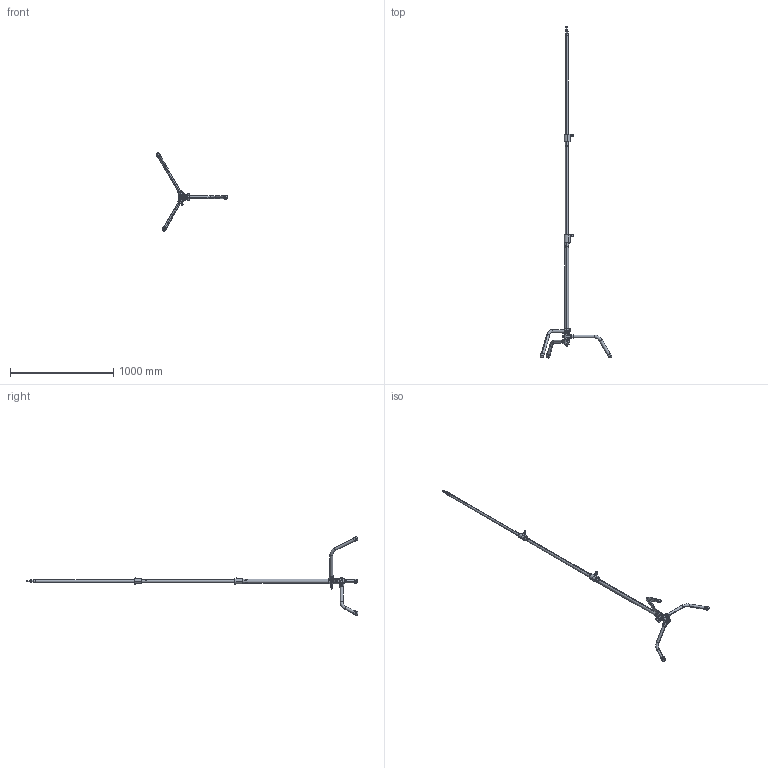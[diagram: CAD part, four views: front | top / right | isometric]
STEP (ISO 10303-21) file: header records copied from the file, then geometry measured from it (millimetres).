
FILE_DESCRIPTION (( 'STEP AP203' ), '1' );
FILE_NAME ('G200701.STEP', '2018-09-28T10:18:26', ( '' ), ( '' ), 'SwSTEP 2.0', 'SolidWorks 2016', '' );
FILE_SCHEMA (( 'CONFIG_CONTROL_DESIGN' ));
Length unit declared in the file: millimetre
Products named in the file (50): PENNY WASHER_M12 x 30; TH1467_TH1467; S0199; TH2437_TH2545; S1230; TH2406_TH2531; Hex Bolt GradeC_Doughty Fastners - Black_BS EN 24016 - M6 x 40 x 18-WN; Doughty Knob_S0125; TH2401_TH2526; TH2473; F629; Socket Head Cap Screw_Doughty Fastners - Black_BS EN ISO 4762 M6 x 20 - 20N; TH1605; F770; TH1479; TH1180_TH2536; S0112; TH2402_TH2527; Binx Nut_M6 BLK; TH2421; Hex Bolt_ISO 4016 - M12 x 80 x 30-WS; TH2788; socket set screw flat point_doughty fastners - stainless_BS 4168-2 - M8 x 8-S; TH2404_TH2529; TH2405_TH2530; TH3549; TH2418; TH2419; TH1181_TH2537; F1004; TH2028_TH2028; TH1182_TH2538; TH1468_TH2552; TH1507_TH2553; TH2403_TH2528; TH2420_TH2544; Socket Head Cap Screw_Doughty Fastners - Black_BS EN ISO 4762 M6 x 45 - 24C; Doughty Knob_S0140; G200701; Spring Pin Slotted_HD_Doughty Fastners_Spring Pin ISO 8752 - 6 x 32St ...
Assembly tree (62 placements, depth 4):
  G200701
    TH2420_TH2544
      TH2421
      TH2788
    S1227
    Hex Bolt_ISO 4016 - M12 x 80 x 30-WS
    F1004
    TH2403_TH2528
    TH2406_TH2531
    TH2402_TH2527
    TH2405_TH2530
    TH2401_TH2526
    TH2404_TH2529
    TH1182_TH2538
    TH1181_TH2537
    TH1180_TH2536
    TH3549  x3
    Socket Head Cap Screw_Doughty Fastners - Black_BS EN ISO 4762 M6 x 20 - 20N  x2
    Socket Head Cap Screw_Doughty Fastners - Black_BS EN ISO 4762 M6 x 45 - 24C  x3
    Hex Bolt GradeC_Doughty Fastners - Black_BS EN 24016 - M6 x 40 x 18-WN
    Binx Nut_M6 BLK  x5
    TH2473
    Doughty Knob_S0125
    TH2437_TH2545
      TH2419
      Spring Pin Slotted_HD_Doughty Fastners_Spring Pin ISO 8752 - 6 x 32St
    TH1468_TH2552
      TH1467_TH1467
        TH2028_TH2028
      F629
    TH085
    Doughty Knob_S0140  x2
    socket set screw flat point_doughty fastners - stainless_BS 4168-2 - M8 x 8-S  x2
    TH2417_TH2540
      TH2418
      TH1605
    TH1507_TH2553
      TH037_TH037
        TH2027_TH2027
      F629
      F770  x2
    TH1479
    TH1478
    S1230
    S0112
    S0200
    G2000 LABEL_G200701 LABEL
    S0104
    S0199
    F873_DIN EN ISO 7040 - M12 - S
    PENNY WASHER_M12 x 30
Bounding box: 690.71 x 3209.46 x 758.57 mm (x, y, z)
Volume: 1237274.1 mm3; surface area: 1086507.7 mm2
Topology: 55 solids, 55 shells, 2832 faces, 6859 edges, 4199 vertices
Faces by surface type: cylinder 987, plane 902, bspline 314, cone 287, torus 246, sphere 96
Entity records: 102794 total; most frequent: CARTESIAN_POINT 42810, ORIENTED_EDGE 11494, DIRECTION 11313, EDGE_CURVE 5747, AXIS2_PLACEMENT_3D 4345, VERTEX_POINT 3508, LINE 2623, VECTOR 2623
